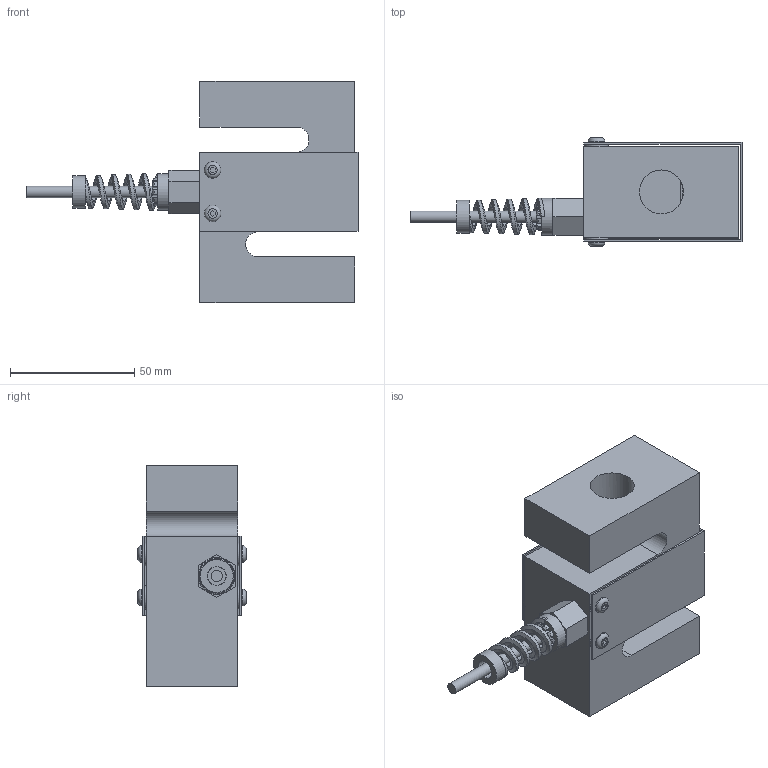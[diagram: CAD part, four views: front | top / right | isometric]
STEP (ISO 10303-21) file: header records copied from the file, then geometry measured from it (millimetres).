
FILE_DESCRIPTION((''),'2;1');
FILE_NAME('LSB400 3-4-16 Thread Cable.stp','2010-12-08T16:12:08',('thomasl'),(''),'Autodesk Inventor 2008','Autodesk Inventor 2008','');
FILE_SCHEMA(('AUTOMOTIVE_DESIGN { 1 0 10303 214 1 1 1 1 }'));
Length unit declared in the file: inch
Products named in the file (2): LSB400 3-4-16 Thread Cable; $F1378-10000
Assembly tree (1 placements, depth 2):
  LSB400 3-4-16 Thread Cable
    $F1378-10000
Bounding box: 133.35 x 43.57 x 88.9 mm (x, y, z)
Volume: 171521.2 mm3; surface area: 43186 mm2
Topology: 1 solids, 11 shells, 227 faces, 610 edges, 406 vertices
Faces by surface type: plane 118, cylinder 69, cone 27, bspline 9, torus 4
Full cylindrical faces by diameter (mm): 2.779 x4, 3.505 x4, 3.785 x4, 4.318 x4, 4.572 x2, 6.655 x4, 7.366 x1, 7.62 x4, 9.525 x4, 11.049 x1, 11.43 x1, 11.608 x1, 13.208 x1, 14.732 x1, 17.678 x2
Entity records: 12381 total; most frequent: CARTESIAN_POINT 7029, ORIENTED_EDGE 1066, DIRECTION 1064, EDGE_CURVE 533, AXIS2_PLACEMENT_3D 392, VERTEX_POINT 383, EDGE_LOOP 306, VECTOR 280
